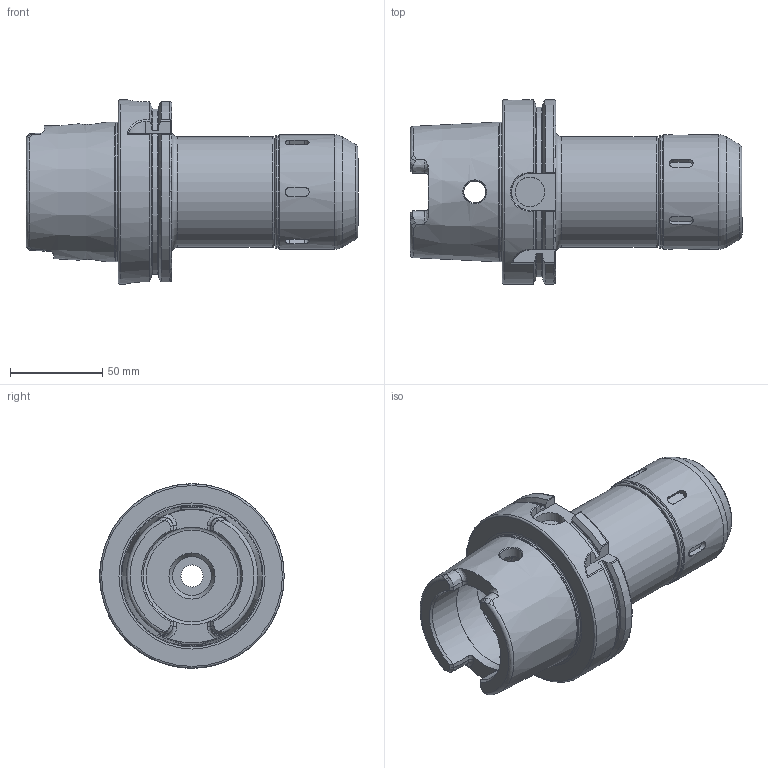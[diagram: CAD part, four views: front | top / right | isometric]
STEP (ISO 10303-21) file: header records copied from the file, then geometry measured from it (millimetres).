
FILE_DESCRIPTION(/* description */ (''),/* implementation_level */ '2;1');
FILE_NAME(/* name */ 'HSK100A-MC100-0512.stp',/* time_stamp */ '2019-07-10T13:38:20-05:00',/* author */ ('ldfli'),/* organization */ ('Pioneer N.A.'),/* preprocessor_version */ 'ST-DEVELOPER v18',/* originating_system */ 'Autodesk Inventor LT',/* authorisation */ '');
FILE_SCHEMA (('AUTOMOTIVE_DESIGN { 1 0 10303 214 3 1 1 }'));
Length unit declared in the file: millimetre
Products named in the file (1): HSK100A-MC100-0512
Bounding box: 180 x 100 x 100 mm (x, y, z)
Volume: 483153.2 mm3; surface area: 92614.3 mm2
Topology: 3 solids, 3 shells, 292 faces, 831 edges, 561 vertices
Faces by surface type: plane 101, cylinder 71, torus 51, bspline 50, cone 19
Full cylindrical faces by diameter (mm): 10 x1, 12 x3, 13.835 x1, 16 x1, 21 x1, 26 x1, 26.107 x1, 31 x1, 48 x2, 53 x2, 54 x2, 60 x1, 61 x1, 62 x1, 63 x1, 75.519 x1, 100 x1
Entity records: 13550 total; most frequent: CARTESIAN_POINT 6240, ORIENTED_EDGE 1666, DIRECTION 1361, EDGE_CURVE 833, VERTEX_POINT 563, AXIS2_PLACEMENT_3D 531, EDGE_LOOP 318, LINE 299
